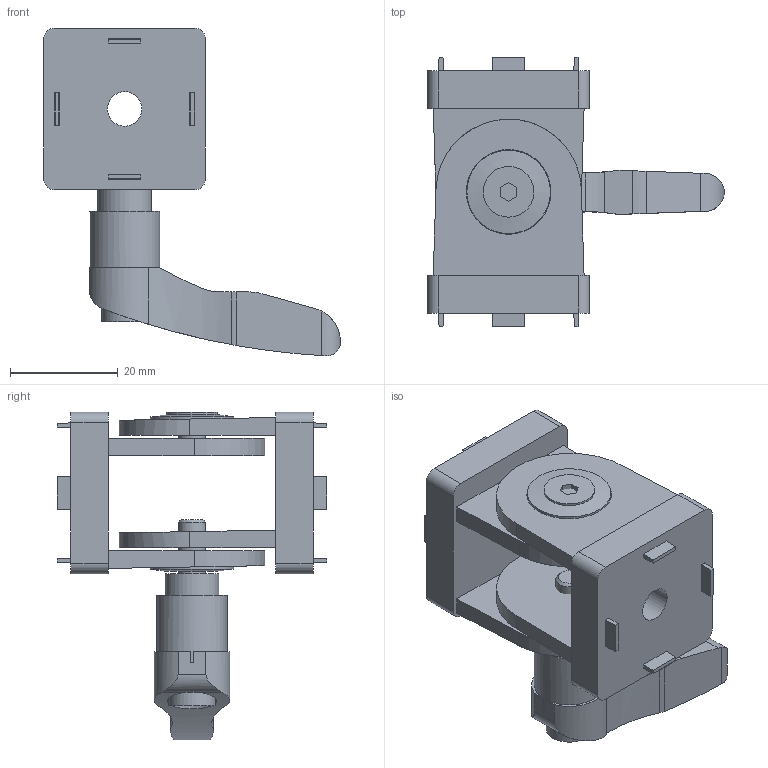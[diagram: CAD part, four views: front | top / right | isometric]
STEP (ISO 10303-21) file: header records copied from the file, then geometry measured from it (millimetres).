
FILE_DESCRIPTION( ( 'STEP AP214' ), '1' );
FILE_NAME( 'K1051.106303006.stp', '2020-12-10T09:29:08', ( '' ), ( '' ), ' ', 'PARTsolutions', ' ' );
FILE_SCHEMA( ( 'AUTOMOTIVE_DESIGN { 1 0 10303 214 1 1 1 1 }' ) );
Length unit declared in the file: millimetre
Products named in the file (4): K1051.106303006; _K1051_gelenk61; _K1051_gelenk66; _K0123.1051X10
Assembly tree (3 placements, depth 2):
  K1051.106303006
    _K1051_gelenk61
    _K1051_gelenk66
    _K0123.1051X10
Bounding box: 55 x 50 x 60.82 mm (x, y, z)
Volume: 26925.1 mm3; surface area: 15367.2 mm2
Topology: 3 solids, 3 shells, 164 faces, 399 edges, 265 vertices
Faces by surface type: plane 97, cylinder 60, cone 7
Full cylindrical faces by diameter (mm): 4.134 x1, 5 x5, 6.4 x2, 8.6 x2, 9.4 x1, 10 x1, 10.5 x1, 13 x1, 15.5 x2, 15.7 x2
Entity records: 6191 total; most frequent: CARTESIAN_POINT 1050, DIRECTION 777, ORIENTED_EDGE 728, EDGE_CURVE 364, AXIS2_PLACEMENT_3D 272, VERTEX_POINT 255, LINE 233, VECTOR 233
